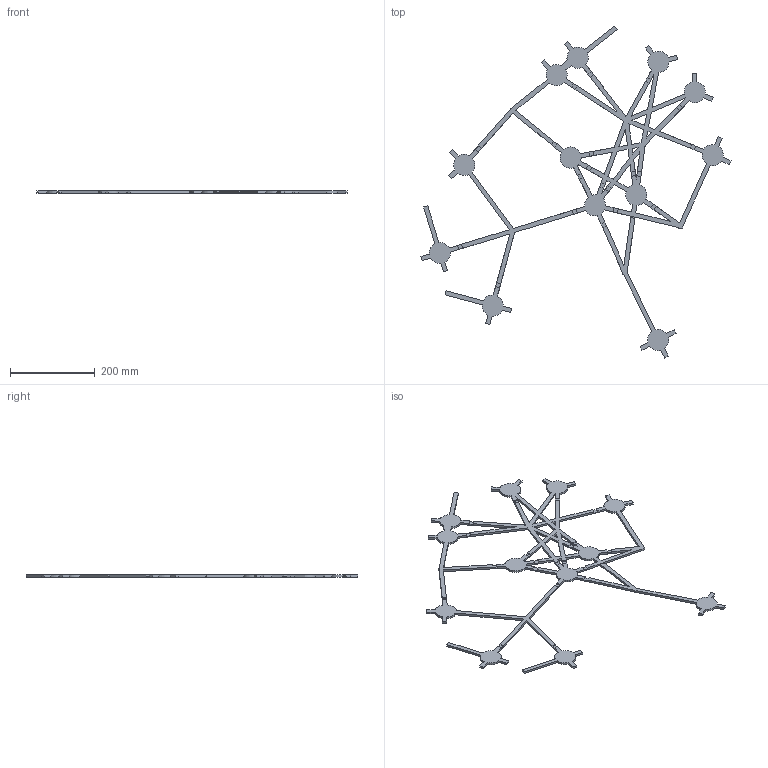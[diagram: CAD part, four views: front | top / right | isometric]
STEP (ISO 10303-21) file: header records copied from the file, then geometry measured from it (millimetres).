
FILE_DESCRIPTION(('Open CASCADE Model'),'2;1');
FILE_NAME('Open CASCADE Shape Model','2023-03-28T15:25:39',('Author'),( 'Open CASCADE'),'Open CASCADE STEP processor 7.7','Open CASCADE 7.7' ,'Unknown');
FILE_SCHEMA(('AUTOMOTIVE_DESIGN { 1 0 10303 214 1 1 1 1 }'));
Length unit declared in the file: millimetre
Products named in the file (1): Open CASCADE STEP translator 7.7 6
Bounding box: 731.61 x 783.38 x 5 mm (x, y, z)
Volume: 336888.5 mm3; surface area: 187195.6 mm2
Topology: 1 solids, 1 shells, 283 faces, 885 edges, 590 vertices
Faces by surface type: plane 236, cylinder 47
Entity records: 21046 total; most frequent: CARTESIAN_POINT 3890, DIRECTION 3011, LINE 2172, VECTOR 2172, ORIENTED_EDGE 1770, PCURVE 1770, DEFINITIONAL_REPRESENTATION 1770, EDGE_CURVE 885
